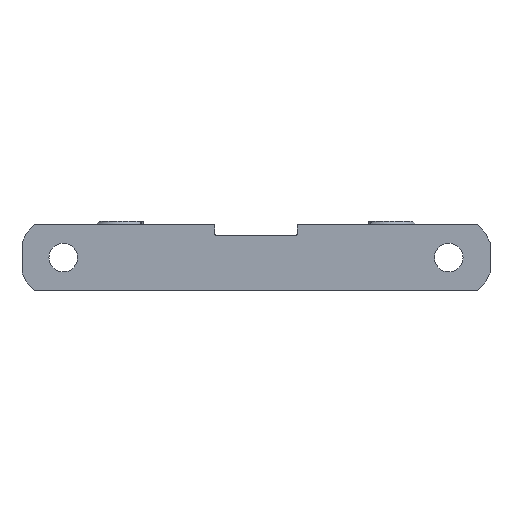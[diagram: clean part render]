
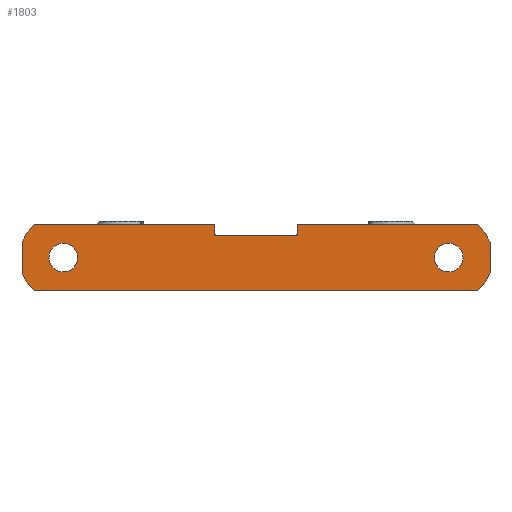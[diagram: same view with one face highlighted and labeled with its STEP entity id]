
A CAD part, left-side view. The second image highlights one B-rep face of the part: STEP entity #1803.
In plain terms, the highlighted planar face has unit normal (-1, 0, 0).
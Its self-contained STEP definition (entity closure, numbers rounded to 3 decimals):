
#61=LINE('',#2822,#202);
#74=LINE('',#2900,#215);
#130=LINE('',#3131,#271);
#152=LINE('',#3200,#293);
#158=LINE('',#3212,#299);
#163=LINE('',#3230,#304);
#166=LINE('',#3239,#307);
#179=LINE('',#3280,#320);
#202=VECTOR('',#2167,111.583);
#215=VECTOR('',#2188,111.583);
#271=VECTOR('',#2382,111.583);
#293=VECTOR('',#2446,5.568);
#299=VECTOR('',#2454,5.568);
#304=VECTOR('',#2473,10.);
#307=VECTOR('',#2484,10.);
#320=VECTOR('',#2549,10.);
#380=FACE_BOUND('',#573,.T.);
#381=FACE_BOUND('',#574,.T.);
#465=FACE_OUTER_BOUND('',#572,.T.);
#572=EDGE_LOOP('',(#1613,#1614,#1615,#1616,#1617,#1618,#1619,#1620,#1621,
#1622,#1623,#1624,#1625,#1626));
#573=EDGE_LOOP('',(#1627));
#574=EDGE_LOOP('',(#1628));
#678=CIRCLE('',#1976,2.6);
#679=CIRCLE('',#1978,2.6);
#682=CIRCLE('',#1984,8.);
#684=CIRCLE('',#1987,0.4);
#686=CIRCLE('',#1991,0.4);
#688=CIRCLE('',#1998,8.);
#690=CIRCLE('',#2007,8.);
#693=CIRCLE('',#2017,8.);
#754=VERTEX_POINT('',#2819);
#755=VERTEX_POINT('',#2821);
#771=VERTEX_POINT('',#2897);
#772=VERTEX_POINT('',#2899);
#831=VERTEX_POINT('',#3128);
#832=VERTEX_POINT('',#3130);
#853=VERTEX_POINT('',#3186);
#854=VERTEX_POINT('',#3190);
#857=VERTEX_POINT('',#3197);
#858=VERTEX_POINT('',#3199);
#861=VERTEX_POINT('',#3206);
#863=VERTEX_POINT('',#3210);
#866=VERTEX_POINT('',#3220);
#867=VERTEX_POINT('',#3222);
#869=VERTEX_POINT('',#3228);
#871=VERTEX_POINT('',#3234);
#945=EDGE_CURVE('',#755,#754,#61,.T.);
#963=EDGE_CURVE('',#771,#772,#74,.T.);
#1062=EDGE_CURVE('',#832,#831,#130,.T.);
#1092=EDGE_CURVE('',#853,#853,#678,.T.);
#1093=EDGE_CURVE('',#854,#854,#679,.T.);
#1097=EDGE_CURVE('',#857,#858,#152,.T.);
#1103=EDGE_CURVE('',#861,#863,#158,.T.);
#1105=EDGE_CURVE('',#861,#771,#682,.T.);
#1108=EDGE_CURVE('',#866,#867,#684,.T.);
#1112=EDGE_CURVE('',#866,#869,#163,.T.);
#1115=EDGE_CURVE('',#871,#869,#686,.T.);
#1117=EDGE_CURVE('',#772,#871,#166,.T.);
#1119=EDGE_CURVE('',#831,#858,#688,.T.);
#1127=EDGE_CURVE('',#832,#863,#690,.T.);
#1136=EDGE_CURVE('',#857,#755,#693,.T.);
#1137=EDGE_CURVE('',#754,#867,#179,.T.);
#1613=ORIENTED_EDGE('',*,*,#1112,.T.);
#1614=ORIENTED_EDGE('',*,*,#1115,.F.);
#1615=ORIENTED_EDGE('',*,*,#1117,.F.);
#1616=ORIENTED_EDGE('',*,*,#963,.F.);
#1617=ORIENTED_EDGE('',*,*,#1105,.F.);
#1618=ORIENTED_EDGE('',*,*,#1103,.T.);
#1619=ORIENTED_EDGE('',*,*,#1127,.F.);
#1620=ORIENTED_EDGE('',*,*,#1062,.T.);
#1621=ORIENTED_EDGE('',*,*,#1119,.T.);
#1622=ORIENTED_EDGE('',*,*,#1097,.F.);
#1623=ORIENTED_EDGE('',*,*,#1136,.T.);
#1624=ORIENTED_EDGE('',*,*,#945,.T.);
#1625=ORIENTED_EDGE('',*,*,#1137,.T.);
#1626=ORIENTED_EDGE('',*,*,#1108,.F.);
#1627=ORIENTED_EDGE('',*,*,#1093,.F.);
#1628=ORIENTED_EDGE('',*,*,#1092,.T.);
#1714=PLANE('',#2018);
#1803=ADVANCED_FACE('',(#465,#380,#381),#1714,.T.);
#1976=AXIS2_PLACEMENT_3D('',#3188,#2434,#2435);
#1978=AXIS2_PLACEMENT_3D('',#3191,#2438,#2439);
#1984=AXIS2_PLACEMENT_3D('',#3215,#2459,#2460);
#1987=AXIS2_PLACEMENT_3D('',#3223,#2466,#2467);
#1991=AXIS2_PLACEMENT_3D('',#3236,#2479,#2480);
#1998=AXIS2_PLACEMENT_3D('',#3245,#2495,#2496);
#2007=AXIS2_PLACEMENT_3D('',#3260,#2519,#2520);
#2017=AXIS2_PLACEMENT_3D('',#3278,#2545,#2546);
#2018=AXIS2_PLACEMENT_3D('',#3279,#2547,#2548);
#2167=DIRECTION('',(0.,1.,0.));
#2188=DIRECTION('',(0.,-1.,0.));
#2382=DIRECTION('',(0.,-1.,0.));
#2434=DIRECTION('center_axis',(1.,0.,0.));
#2435=DIRECTION('ref_axis',(0.,1.,0.));
#2438=DIRECTION('center_axis',(-1.,0.,0.));
#2439=DIRECTION('ref_axis',(0.,-1.,0.));
#2446=DIRECTION('',(0.,0.,-1.));
#2454=DIRECTION('',(0.,0.,-1.));
#2459=DIRECTION('center_axis',(1.,0.,0.));
#2460=DIRECTION('ref_axis',(0.,1.,0.));
#2466=DIRECTION('center_axis',(-1.,0.,0.));
#2467=DIRECTION('ref_axis',(0.,-0.707,-0.707));
#2473=DIRECTION('',(0.,1.,0.));
#2479=DIRECTION('center_axis',(-1.,0.,0.));
#2480=DIRECTION('ref_axis',(0.,0.707,-0.707));
#2484=DIRECTION('',(0.,0.,-1.));
#2495=DIRECTION('center_axis',(-1.,0.,0.));
#2496=DIRECTION('ref_axis',(0.,-1.,0.));
#2519=DIRECTION('center_axis',(1.,0.,0.));
#2520=DIRECTION('ref_axis',(0.,1.,0.));
#2545=DIRECTION('center_axis',(-1.,0.,0.));
#2546=DIRECTION('ref_axis',(0.,-1.,0.));
#2547=DIRECTION('center_axis',(-1.,0.,0.));
#2548=DIRECTION('ref_axis',(0.,0.,1.));
#2549=DIRECTION('',(0.,0.,-1.));
#2819=CARTESIAN_POINT('',(-136.994,7.448,9.8));
#2821=CARTESIAN_POINT('',(-136.994,-25.344,9.8));
#2822=CARTESIAN_POINT('',(-136.994,-25.344,9.8));
#2897=CARTESIAN_POINT('',(-136.994,55.239,9.8));
#2899=CARTESIAN_POINT('',(-136.994,22.448,9.8));
#2900=CARTESIAN_POINT('',(-136.994,55.239,9.8));
#3128=CARTESIAN_POINT('',(-136.994,-25.344,-2.2));
#3130=CARTESIAN_POINT('',(-136.994,55.239,-2.2));
#3131=CARTESIAN_POINT('',(-136.994,55.239,-2.2));
#3186=CARTESIAN_POINT('',(-136.994,-22.652,3.8));
#3188=CARTESIAN_POINT('Origin',(-136.994,-20.052,3.8));
#3190=CARTESIAN_POINT('',(-136.994,52.548,3.8));
#3191=CARTESIAN_POINT('Origin',(-136.994,49.948,3.8));
#3197=CARTESIAN_POINT('',(-136.994,-27.552,6.584));
#3199=CARTESIAN_POINT('',(-136.994,-27.552,1.016));
#3200=CARTESIAN_POINT('',(-136.994,-27.552,6.584));
#3206=CARTESIAN_POINT('',(-136.994,57.448,6.584));
#3210=CARTESIAN_POINT('',(-136.994,57.448,1.016));
#3212=CARTESIAN_POINT('',(-136.994,57.448,6.584));
#3215=CARTESIAN_POINT('Origin',(-136.994,49.948,3.8));
#3220=CARTESIAN_POINT('',(-136.994,7.848,7.8));
#3222=CARTESIAN_POINT('',(-136.994,7.448,8.2));
#3223=CARTESIAN_POINT('Origin',(-136.994,7.848,8.2));
#3228=CARTESIAN_POINT('',(-136.994,22.048,7.8));
#3230=CARTESIAN_POINT('',(-136.994,-6.302,7.8));
#3234=CARTESIAN_POINT('',(-136.994,22.448,8.2));
#3236=CARTESIAN_POINT('Origin',(-136.994,22.048,8.2));
#3239=CARTESIAN_POINT('',(-136.994,22.448,8.8));
#3245=CARTESIAN_POINT('Origin',(-136.994,-20.052,3.8));
#3260=CARTESIAN_POINT('Origin',(-136.994,49.948,3.8));
#3278=CARTESIAN_POINT('Origin',(-136.994,-20.052,3.8));
#3279=CARTESIAN_POINT('Origin',(-136.994,-27.552,9.8));
#3280=CARTESIAN_POINT('',(-136.994,7.448,8.8));
